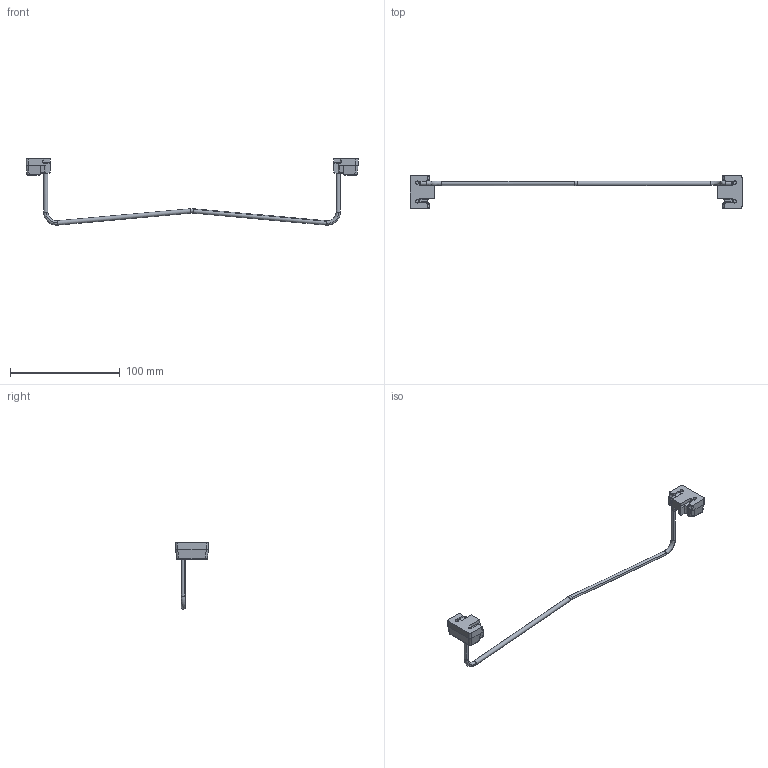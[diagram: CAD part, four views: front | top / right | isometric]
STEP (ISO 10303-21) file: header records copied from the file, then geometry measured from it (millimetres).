
FILE_DESCRIPTION((''),'2;1');
FILE_NAME('','2006-02-22T16:49:34',(''),(''),'','CADfix','');
FILE_SCHEMA(('AUTOMOTIVE_DESIGN'));
Length unit declared in the file: millimetre
Products named in the file (4): rubber pad; holder; stand; TM_74_002_28899_36
Assembly tree (5 placements, depth 2):
  TM_74_002_28899_36
    rubber pad  x2
    holder  x2
    stand
Bounding box: 303 x 30 x 60.48 mm (x, y, z)
Volume: 19077.6 mm3; surface area: 13059.7 mm2
Topology: 5 solids, 5 shells, 234 faces, 696 edges, 474 vertices
Faces by surface type: bspline 234
Entity records: 6141 total; most frequent: CARTESIAN_POINT 3721, ORIENTED_EDGE 788, EDGE_CURVE 394, VERTEX_POINT 274, B_SPLINE_CURVE_WITH_KNOTS 212, QUASI_UNIFORM_CURVE 180, EDGE_LOOP 136, FACE_OUTER_BOUND 129
